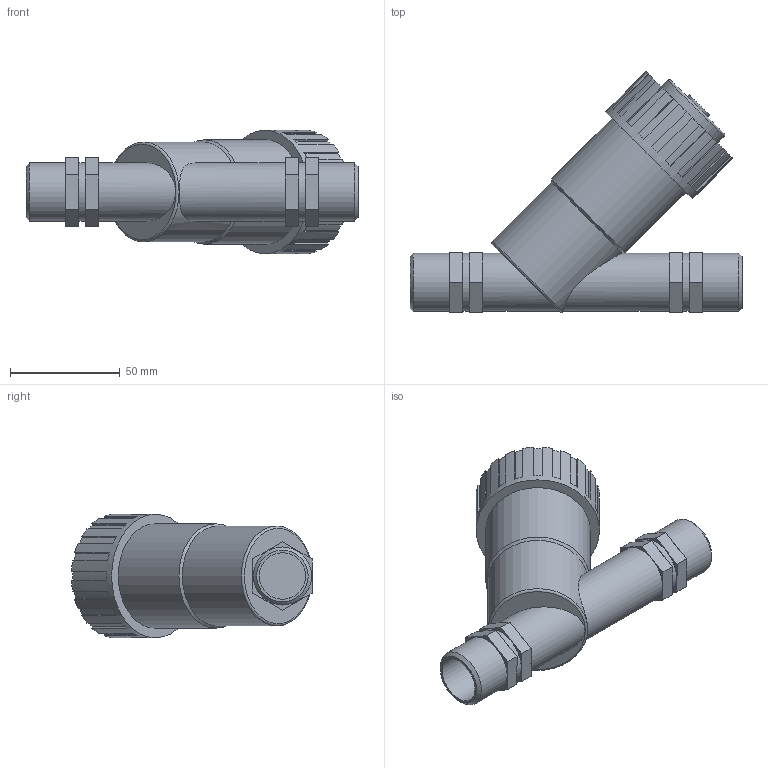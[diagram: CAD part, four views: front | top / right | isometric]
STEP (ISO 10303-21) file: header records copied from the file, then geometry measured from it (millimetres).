
FILE_DESCRIPTION(/* description */ ('PLASSON CHECK VALVE 3/4"'),/* implementation_level */ '2;1');
FILE_NAME(/* name */ '03067077_030670770A.ipt.stp',/* time_stamp */ '2017-06-19T12:11:17+03:00',/* author */ ('KIM'),/* organization */ (''),/* preprocessor_version */ 'ST-DEVELOPER v15.6',/* originating_system */ 'Autodesk Inventor 2015',/* authorisation */ '');
FILE_SCHEMA (('AUTOMOTIVE_DESIGN { 1 0 10303 214 3 1 1 }'));
Length unit declared in the file: millimetre
Products named in the file (1): 03067077_030670770A
Bounding box: 151 x 109.65 x 56.16 mm (x, y, z)
Volume: 228741 mm3; surface area: 41552.5 mm2
Topology: 1 solids, 1 shells, 139 faces, 364 edges, 242 vertices
Faces by surface type: plane 100, cylinder 34, cone 3, torus 2
Full cylindrical faces by diameter (mm): 12.96 x1, 21.153 x2, 26.441 x6, 36.288 x1, 45.36 x1, 47.52 x1, 56.16 x1
Entity records: 4260 total; most frequent: CARTESIAN_POINT 804, DIRECTION 726, ORIENTED_EDGE 682, EDGE_CURVE 341, AXIS2_PLACEMENT_3D 247, VERTEX_POINT 237, LINE 232, VECTOR 232
